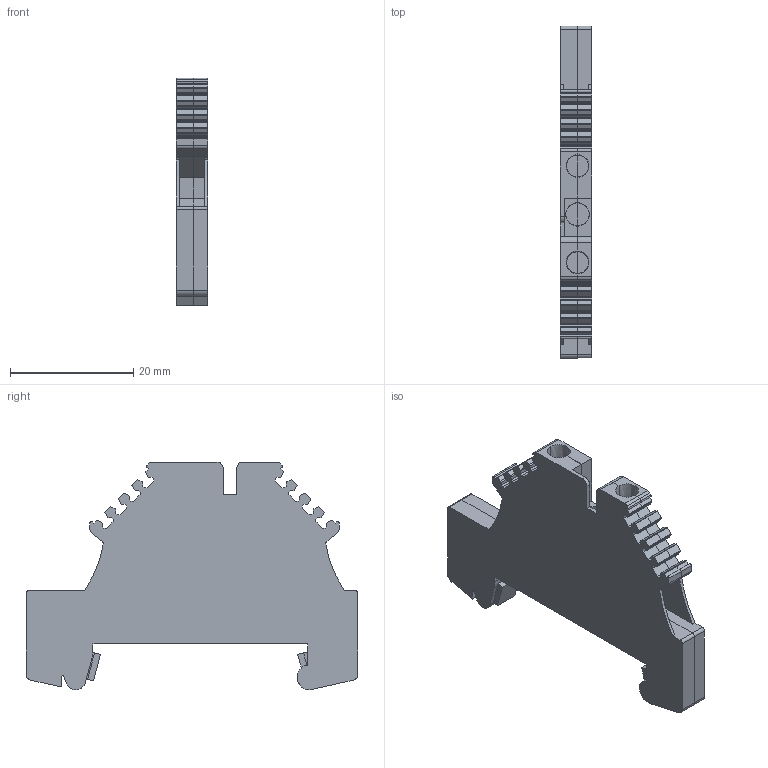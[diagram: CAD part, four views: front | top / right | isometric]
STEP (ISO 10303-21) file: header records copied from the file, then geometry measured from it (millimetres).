
FILE_DESCRIPTION(('CATIA V5 STEP Exchange','CAx-IF Rec.Pracs.--- Model Styling and Organization---1.4--- 2014-01-23'),'2;1');
FILE_NAME ('D1446660_0', '2020-04-17T08:42:48+00:00', ('none'), ('Weidmueller'), 'CATIA Version 5-6 Release 2016 SP3 HF44', 'CATIA V5 STEP AP214', 'none');
FILE_SCHEMA(('AUTOMOTIVE_DESIGN { 1 0 10303 214 1 1 1 1 }'));
Length unit declared in the file: millimetre
Products named in the file (1): 1016200000_WPE_2-5N
Bounding box: 5.1 x 53.8 x 36.95 mm (x, y, z)
Volume: 5508.3 mm3; surface area: 6574.2 mm2
Topology: 4 solids, 4 shells, 396 faces, 1167 edges, 783 vertices
Faces by surface type: plane 302, cylinder 62, extrusion 32
Entity records: 13109 total; most frequent: CARTESIAN_POINT 2818, ORIENTED_EDGE 2334, DIRECTION 1764, EDGE_CURVE 1167, VECTOR 1008, LINE 976, VERTEX_POINT 783, AXIS2_PLACEMENT_3D 449
